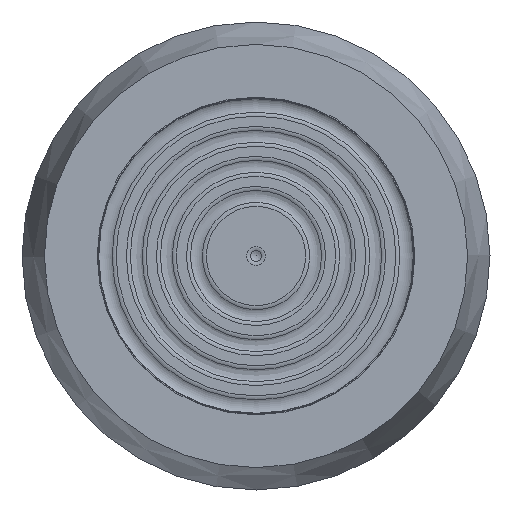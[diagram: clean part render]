
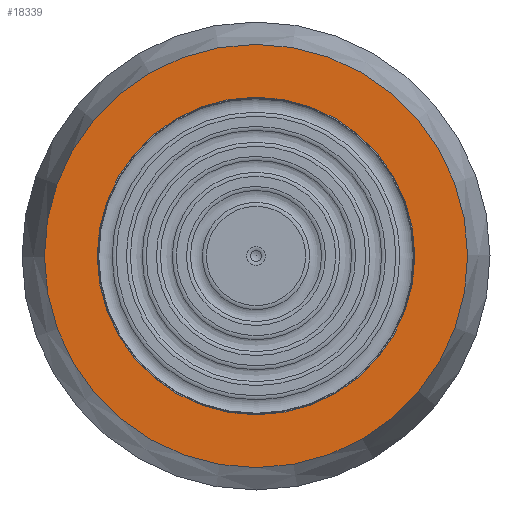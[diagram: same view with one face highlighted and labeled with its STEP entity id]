
A CAD part, left-side view. The second image highlights one B-rep face of the part: STEP entity #18339.
In plain terms, the highlighted planar face has unit normal (-1, 0, 0).
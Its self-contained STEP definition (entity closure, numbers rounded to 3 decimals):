
#256=FACE_BOUND('',#3170,.T.);
#1032=PLANE('',#19295);
#2084=FACE_OUTER_BOUND('',#3169,.T.);
#3169=EDGE_LOOP('',(#17012));
#3170=EDGE_LOOP('',(#17013));
#3557=CIRCLE('',#19287,19.);
#3562=CIRCLE('',#19296,25.321);
#8774=VERTEX_POINT('',#58423);
#8777=VERTEX_POINT('',#58436);
#11529=EDGE_CURVE('',#8774,#8774,#3557,.T.);
#11535=EDGE_CURVE('',#8777,#8777,#3562,.T.);
#17012=ORIENTED_EDGE('',*,*,#11535,.F.);
#17013=ORIENTED_EDGE('',*,*,#11529,.T.);
#18339=ADVANCED_FACE('',(#2084,#256),#1032,.T.);
#19287=AXIS2_PLACEMENT_3D('',#58424,#21999,#22000);
#19295=AXIS2_PLACEMENT_3D('',#58435,#22016,#22017);
#19296=AXIS2_PLACEMENT_3D('',#58437,#22018,#22019);
#21999=DIRECTION('center_axis',(1.,0.,0.));
#22000=DIRECTION('ref_axis',(0.,1.,0.));
#22016=DIRECTION('center_axis',(-1.,0.,0.));
#22017=DIRECTION('ref_axis',(0.,0.,1.));
#22018=DIRECTION('center_axis',(1.,0.,0.));
#22019=DIRECTION('ref_axis',(0.,0.,-1.));
#58423=CARTESIAN_POINT('',(-37.,-19.,0.));
#58424=CARTESIAN_POINT('Origin',(-37.,0.,0.));
#58435=CARTESIAN_POINT('Origin',(-37.,25.321,0.));
#58436=CARTESIAN_POINT('',(-37.,-25.321,0.));
#58437=CARTESIAN_POINT('Origin',(-37.,0.,0.));
